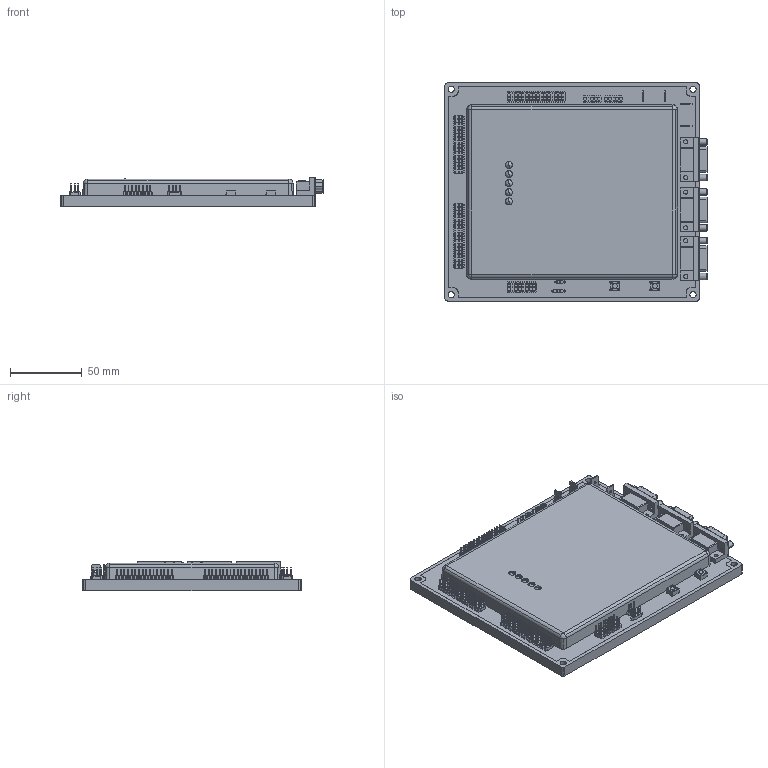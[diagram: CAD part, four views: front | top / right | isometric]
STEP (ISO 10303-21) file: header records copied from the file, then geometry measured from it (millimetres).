
FILE_DESCRIPTION((''),'2;1');
FILE_NAME('Robot Controller.stp','2006-01-07T20:45:00',('Owner'),(''),'Autodesk Inventor (R) 6.0','Autodesk Inventor (R) 6.0','');
FILE_SCHEMA(('AUTOMOTIVE_DESIGN { 1 0 10303 214 1 1 1 1 }'));
Length unit declared in the file: inch
Products named in the file (12): Robot Controller; Robot Controller Back Cover; Robot Controller PCB; 4 Pin Connector; Robot Controller Top Cover; Robot Controller 9F Dshell; Robot Controller 9M Dshell; 3 Pin Connector; 2 Pin Connector; PCB PB Switch; LED - Green; Robot Controller Male Terminal
Assembly tree (87 placements, depth 2):
  Robot Controller
    Robot Controller Back Cover
    Robot Controller PCB
    4 Pin Connector
    Robot Controller Top Cover
    Robot Controller 9F Dshell  x2
    Robot Controller 9M Dshell
    3 Pin Connector  x59
    2 Pin Connector  x10
    PCB PB Switch  x2
    LED - Green  x5
    Robot Controller Male Terminal  x4
Bounding box: 183.2 x 152.4 x 20.33 mm (x, y, z)
Volume: 203956.6 mm3; surface area: 184290.1 mm2
Topology: 87 solids, 87 shells, 6317 faces, 14134 edges, 8463 vertices
Faces by surface type: plane 5792, cylinder 274, bspline 179, cone 68, sphere 4
Entity records: 26202 total; most frequent: CARTESIAN_POINT 6079, DIRECTION 4154, ORIENTED_EDGE 3948, EDGE_CURVE 1974, AXIS2_PLACEMENT_3D 1392, VECTOR 1370, LINE 1370, VERTEX_POINT 1247
